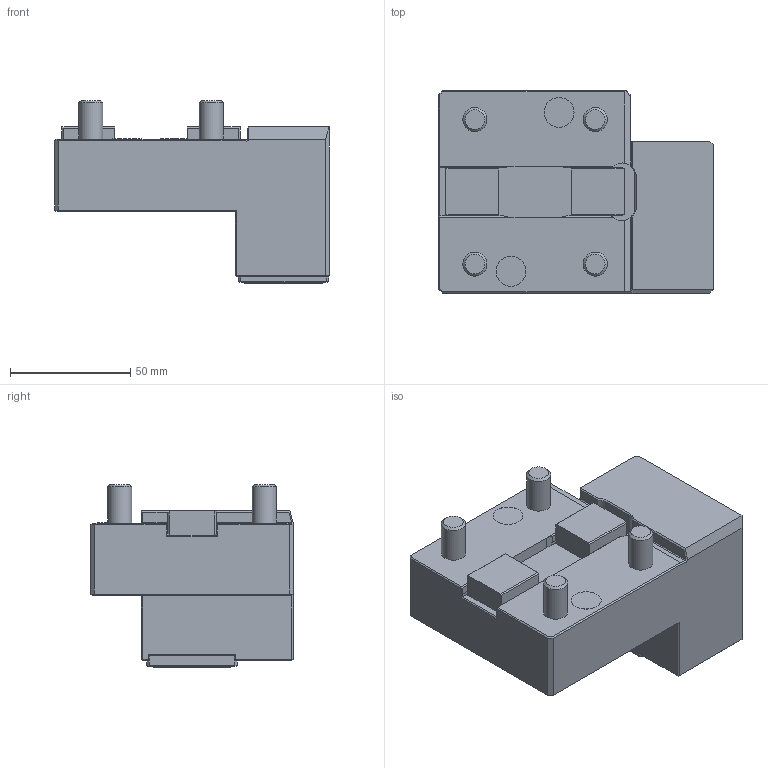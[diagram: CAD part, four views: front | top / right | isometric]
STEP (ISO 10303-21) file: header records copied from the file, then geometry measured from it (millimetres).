
FILE_DESCRIPTION(/* description */ (''),/* implementation_level */ '2;1');
FILE_NAME(/* name */ '1619083998415.stp',/* time_stamp */ '2021-04-22T11:33:25+02:00',/* author */ (''),/* organization */ ('SMS'),/* preprocessor_version */ 'ST-DEVELOPER v16.7',/* originating_system */ 'SIEMENS PLM Software NX 12.0',/* authorisation */ '');
FILE_SCHEMA (('AUTOMOTIVE_DESIGN { 1 0 10303 214 3 1 1 1 }'));
Length unit declared in the file: millimetre
Products named in the file (1): 203502667mod000_00
Bounding box: 114 x 84 x 76 mm (x, y, z)
Volume: 344497.3 mm3; surface area: 42044.4 mm2
Topology: 1 solids, 1 shells, 194 faces, 497 edges, 309 vertices
Faces by surface type: plane 156, cylinder 23, cone 12, bspline 2, torus 1
Full cylindrical faces by diameter (mm): 2 x1, 10 x4, 12.4 x2, 32 x1
Entity records: 5924 total; most frequent: CARTESIAN_POINT 1275, ORIENTED_EDGE 950, DIRECTION 916, EDGE_CURVE 475, LINE 378, VECTOR 378, VERTEX_POINT 298, AXIS2_PLACEMENT_3D 269
